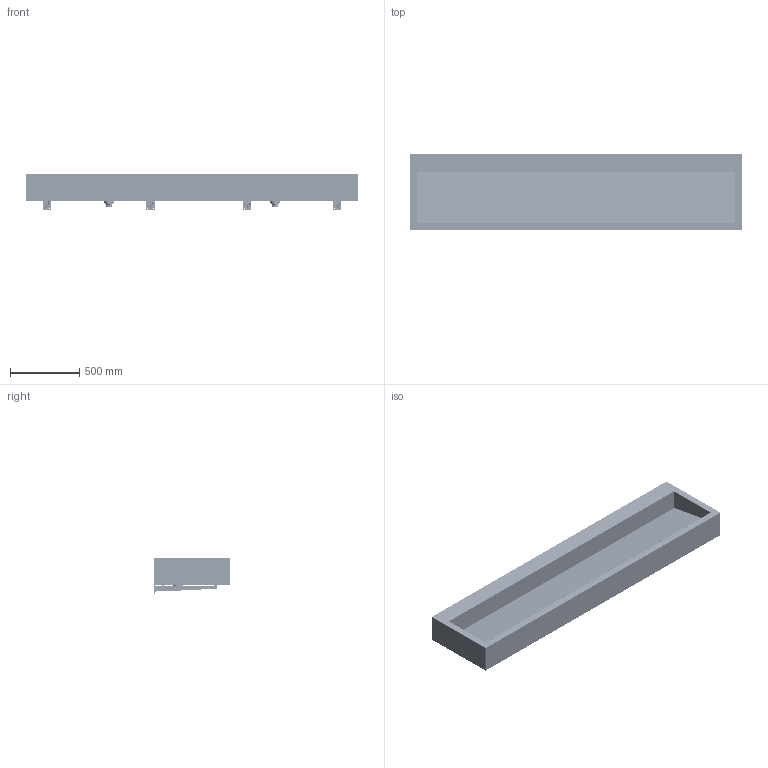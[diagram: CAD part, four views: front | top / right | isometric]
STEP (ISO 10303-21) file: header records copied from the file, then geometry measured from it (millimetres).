
FILE_DESCRIPTION(/* description */ (''),/* implementation_level */ '2;1');
FILE_NAME(/* name */ '3214',/* time_stamp */ '2023-12-17T11:03:30+08:00',/* author */ (''),/* organization */ (''),/* preprocessor_version */ 'ST-DEVELOPER v9',/* originating_system */ 'UGS - NX 4.0',/* authorisation */ '');
FILE_SCHEMA (('CONFIG_CONTROL_DESIGN'));
Products named in the file (1): Admi9404si1h
Bounding box: 2400 x 550 x 265 mm (x, y, z)
Volume: 50231325.6 mm3; surface area: 7232840.5 mm2
Topology: 59 solids, 59 shells, 1502 faces, 3877 edges, 2548 vertices
Faces by surface type: plane 957, cylinder 359, bspline 116, torus 48, cone 20, sphere 2
Full cylindrical faces by diameter (mm): 6 x40, 7 x7, 8 x16, 9.5 x20, 38 x8, 38.485 x2, 39.485 x2, 40.485 x2, 41.485 x2, 44.485 x2, 46.986 x2, 47.215 x38, 50 x2, 51.278 x2, 65 x2, 67.636 x2, 69.636 x2, 77 x2
Entity records: 272433 total; most frequent: CARTESIAN_POINT 237822, ORIENTED_EDGE 7108, DIRECTION 6458, EDGE_CURVE 3554, VERTEX_POINT 2450, LINE 2412, VECTOR 2412, AXIS2_PLACEMENT_3D 2023
